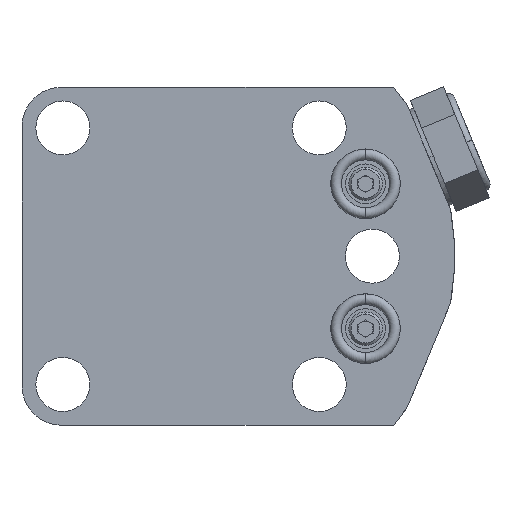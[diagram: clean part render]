
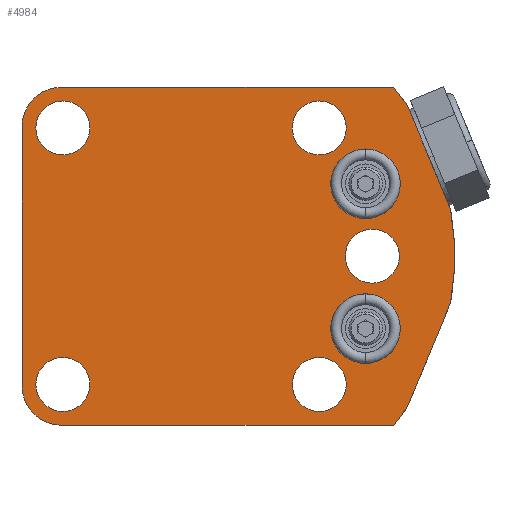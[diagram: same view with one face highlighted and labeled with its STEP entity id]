
A CAD part, left-side view. The second image highlights one B-rep face of the part: STEP entity #4984.
In plain terms, the highlighted planar face has unit normal (-1, 0, 0).
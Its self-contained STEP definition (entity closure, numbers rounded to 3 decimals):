
#1834=CARTESIAN_POINT('',(-28.702,21.209,-21.209));
#1835=DIRECTION('',(-1.,0.,0.));
#1836=DIRECTION('',(0.,1.,0.));
#1837=AXIS2_PLACEMENT_3D('',#1834,#1835,#1836);
#1842=DIRECTION('',(0.,0.,1.));
#1843=VECTOR('',#1842,42.418);
#1844=CARTESIAN_POINT('',(-28.702,27.686,-21.209));
#1845=LINE('',#1844,#1843);
#1849=CARTESIAN_POINT('',(-28.702,21.209,21.209));
#1850=DIRECTION('',(-1.,0.,0.));
#1851=DIRECTION('',(0.,0.,1.));
#1852=AXIS2_PLACEMENT_3D('',#1849,#1850,#1851);
#1857=DIRECTION('',(0.,-1.,0.));
#1858=VECTOR('',#1857,54.345);
#1859=CARTESIAN_POINT('',(-28.702,21.209,27.686));
#1860=LINE('',#1859,#1858);
#1864=CARTESIAN_POINT('',(-28.702,0.,0.));
#1865=DIRECTION('',(1.,0.,0.));
#1866=DIRECTION('',(0.,-0.767,0.641));
#1867=AXIS2_PLACEMENT_3D('',#1864,#1865,#1866);
#1872=DIRECTION('',(0.,-0.383,-0.924));
#1873=VECTOR('',#1872,18.396);
#1874=CARTESIAN_POINT('',(-28.702,-35.458,24.643));
#1875=LINE('',#1874,#1873);
#1879=CARTESIAN_POINT('',(-28.702,0.,0.));
#1880=DIRECTION('',(1.,0.,0.));
#1881=DIRECTION('',(0.,-0.984,0.177));
#1882=AXIS2_PLACEMENT_3D('',#1879,#1880,#1881);
#1887=DIRECTION('',(0.,0.383,-0.924));
#1888=VECTOR('',#1887,18.396);
#1889=CARTESIAN_POINT('',(-28.702,-42.497,-7.647));
#1890=LINE('',#1889,#1888);
#1894=CARTESIAN_POINT('',(-28.702,0.,0.));
#1895=DIRECTION('',(1.,0.,0.));
#1896=DIRECTION('',(0.,-0.821,-0.571));
#1897=AXIS2_PLACEMENT_3D('',#1894,#1895,#1896);
#1902=DIRECTION('',(0.,1.,0.));
#1903=VECTOR('',#1902,54.345);
#1904=CARTESIAN_POINT('',(-28.702,-33.136,-27.686));
#1905=LINE('',#1904,#1903);
#1909=CARTESIAN_POINT('',(-28.702,21.006,21.006));
#1910=DIRECTION('',(-1.,0.,0.));
#1911=DIRECTION('',(0.,-1.,0.));
#1912=AXIS2_PLACEMENT_3D('',#1909,#1910,#1911);
#1917=CARTESIAN_POINT('',(-28.702,21.006,21.006));
#1918=DIRECTION('',(-1.,0.,0.));
#1919=DIRECTION('',(0.,1.,0.));
#1920=AXIS2_PLACEMENT_3D('',#1917,#1918,#1919);
#1925=CARTESIAN_POINT('',(-28.702,21.006,-21.006));
#1926=DIRECTION('',(-1.,0.,0.));
#1927=DIRECTION('',(0.,-1.,0.));
#1928=AXIS2_PLACEMENT_3D('',#1925,#1926,#1927);
#1933=CARTESIAN_POINT('',(-28.702,21.006,-21.006));
#1934=DIRECTION('',(-1.,0.,0.));
#1935=DIRECTION('',(0.,1.,0.));
#1936=AXIS2_PLACEMENT_3D('',#1933,#1934,#1935);
#1941=CARTESIAN_POINT('',(-28.702,-21.006,21.006));
#1942=DIRECTION('',(-1.,0.,0.));
#1943=DIRECTION('',(0.,-1.,0.));
#1944=AXIS2_PLACEMENT_3D('',#1941,#1942,#1943);
#1949=CARTESIAN_POINT('',(-28.702,-21.006,21.006));
#1950=DIRECTION('',(-1.,0.,0.));
#1951=DIRECTION('',(0.,1.,0.));
#1952=AXIS2_PLACEMENT_3D('',#1949,#1950,#1951);
#1957=CARTESIAN_POINT('',(-28.702,-21.006,-21.006));
#1958=DIRECTION('',(-1.,0.,0.));
#1959=DIRECTION('',(0.,-1.,0.));
#1960=AXIS2_PLACEMENT_3D('',#1957,#1958,#1959);
#1965=CARTESIAN_POINT('',(-28.702,-21.006,-21.006));
#1966=DIRECTION('',(-1.,0.,0.));
#1967=DIRECTION('',(0.,1.,0.));
#1968=AXIS2_PLACEMENT_3D('',#1965,#1966,#1967);
#1973=CARTESIAN_POINT('',(-28.702,-29.693,0.));
#1974=DIRECTION('',(-1.,0.,0.));
#1975=DIRECTION('',(0.,-1.,0.));
#1976=AXIS2_PLACEMENT_3D('',#1973,#1974,#1975);
#1981=CARTESIAN_POINT('',(-28.702,-29.693,0.));
#1982=DIRECTION('',(-1.,0.,0.));
#1983=DIRECTION('',(0.,1.,0.));
#1984=AXIS2_PLACEMENT_3D('',#1981,#1982,#1983);
#1989=CARTESIAN_POINT('',(-28.702,-28.575,11.862));
#1990=DIRECTION('',(1.,0.,0.));
#1991=DIRECTION('',(0.,1.,0.));
#1992=AXIS2_PLACEMENT_3D('',#1989,#1990,#1991);
#1997=CARTESIAN_POINT('',(-28.702,-28.575,11.862));
#1998=DIRECTION('',(1.,0.,0.));
#1999=DIRECTION('',(0.,-1.,0.));
#2000=AXIS2_PLACEMENT_3D('',#1997,#1998,#1999);
#2005=CARTESIAN_POINT('',(-28.702,-28.575,-11.862));
#2006=DIRECTION('',(1.,0.,0.));
#2007=DIRECTION('',(0.,1.,0.));
#2008=AXIS2_PLACEMENT_3D('',#2005,#2006,#2007);
#2013=CARTESIAN_POINT('',(-28.702,-28.575,-11.862));
#2014=DIRECTION('',(1.,0.,0.));
#2015=DIRECTION('',(0.,-1.,0.));
#2016=AXIS2_PLACEMENT_3D('',#2013,#2014,#2015);
#3050=CARTESIAN_POINT('',(-28.702,-35.458,24.643));
#3051=CARTESIAN_POINT('',(-28.702,-42.497,7.647));
#3052=VERTEX_POINT('',#3050);
#3053=VERTEX_POINT('',#3051);
#3070=CARTESIAN_POINT('',(-28.702,16.587,21.006));
#3071=CARTESIAN_POINT('',(-28.702,25.426,21.006));
#3072=VERTEX_POINT('',#3070);
#3073=VERTEX_POINT('',#3071);
#3082=CARTESIAN_POINT('',(-28.702,-22.873,11.862));
#3083=CARTESIAN_POINT('',(-28.702,-34.277,11.862));
#3084=VERTEX_POINT('',#3082);
#3085=VERTEX_POINT('',#3083);
#3098=CARTESIAN_POINT('',(-28.702,-22.873,-11.862));
#3099=CARTESIAN_POINT('',(-28.702,-34.277,-11.862));
#3100=VERTEX_POINT('',#3098);
#3101=VERTEX_POINT('',#3099);
#3174=CARTESIAN_POINT('',(-28.702,16.586,-21.006));
#3175=CARTESIAN_POINT('',(-28.702,25.425,-21.006));
#3176=VERTEX_POINT('',#3174);
#3177=VERTEX_POINT('',#3175);
#3182=CARTESIAN_POINT('',(-28.702,-25.425,21.006));
#3183=CARTESIAN_POINT('',(-28.702,-16.586,21.006));
#3184=VERTEX_POINT('',#3182);
#3185=VERTEX_POINT('',#3183);
#3190=CARTESIAN_POINT('',(-28.702,-25.425,-21.006));
#3191=CARTESIAN_POINT('',(-28.702,-16.586,-21.006));
#3192=VERTEX_POINT('',#3190);
#3193=VERTEX_POINT('',#3191);
#3198=CARTESIAN_POINT('',(-28.702,-34.112,0.));
#3199=CARTESIAN_POINT('',(-28.702,-25.273,0.));
#3200=VERTEX_POINT('',#3198);
#3201=VERTEX_POINT('',#3199);
#3220=CARTESIAN_POINT('',(-28.702,-42.497,-7.647));
#3221=VERTEX_POINT('',#3220);
#3222=CARTESIAN_POINT('',(-28.702,-35.458,-24.643));
#3223=VERTEX_POINT('',#3222);
#3229=CARTESIAN_POINT('',(-28.702,21.209,-27.686));
#3231=VERTEX_POINT('',#3229);
#3234=CARTESIAN_POINT('',(-28.702,27.686,-21.209));
#3235=VERTEX_POINT('',#3234);
#3237=CARTESIAN_POINT('',(-28.702,27.686,21.209));
#3239=VERTEX_POINT('',#3237);
#3242=CARTESIAN_POINT('',(-28.702,21.209,27.686));
#3243=VERTEX_POINT('',#3242);
#3244=CARTESIAN_POINT('',(-28.702,-33.136,27.686));
#3245=VERTEX_POINT('',#3244);
#3246=CARTESIAN_POINT('',(-28.702,-33.136,-27.686));
#3247=VERTEX_POINT('',#3246);
#4921=CARTESIAN_POINT('',(-28.702,0.,0.));
#4922=DIRECTION('',(1.,0.,0.));
#4923=DIRECTION('',(0.,0.,-1.));
#4924=AXIS2_PLACEMENT_3D('',#4921,#4922,#4923);
#4925=PLANE('',#4924);
#4926=ORIENTED_EDGE('',*,*,#4902,.F.);
#4928=ORIENTED_EDGE('',*,*,#4927,.T.);
#4930=ORIENTED_EDGE('',*,*,#4929,.F.);
#4932=ORIENTED_EDGE('',*,*,#4931,.T.);
#4933=ORIENTED_EDGE('',*,*,#3858,.T.);
#4934=ORIENTED_EDGE('',*,*,#3841,.T.);
#4935=ORIENTED_EDGE('',*,*,#3892,.T.);
#4936=ORIENTED_EDGE('',*,*,#3966,.T.);
#4938=ORIENTED_EDGE('',*,*,#4937,.T.);
#4939=ORIENTED_EDGE('',*,*,#4913,.T.);
#4940=EDGE_LOOP('',(#4926,#4928,#4930,#4932,#4933,#4934,#4935,#4936,#4938,
#4939));
#4941=FACE_OUTER_BOUND('',#4940,.F.);
#4943=ORIENTED_EDGE('',*,*,#4942,.T.);
#4945=ORIENTED_EDGE('',*,*,#4944,.T.);
#4946=EDGE_LOOP('',(#4943,#4945));
#4947=FACE_BOUND('',#4946,.F.);
#4949=ORIENTED_EDGE('',*,*,#4948,.T.);
#4951=ORIENTED_EDGE('',*,*,#4950,.T.);
#4952=EDGE_LOOP('',(#4949,#4951));
#4953=FACE_BOUND('',#4952,.F.);
#4955=ORIENTED_EDGE('',*,*,#4954,.T.);
#4957=ORIENTED_EDGE('',*,*,#4956,.T.);
#4958=EDGE_LOOP('',(#4955,#4957));
#4959=FACE_BOUND('',#4958,.F.);
#4961=ORIENTED_EDGE('',*,*,#4960,.T.);
#4963=ORIENTED_EDGE('',*,*,#4962,.T.);
#4964=EDGE_LOOP('',(#4961,#4963));
#4965=FACE_BOUND('',#4964,.F.);
#4967=ORIENTED_EDGE('',*,*,#4966,.T.);
#4969=ORIENTED_EDGE('',*,*,#4968,.T.);
#4970=EDGE_LOOP('',(#4967,#4969));
#4971=FACE_BOUND('',#4970,.F.);
#4973=ORIENTED_EDGE('',*,*,#4972,.F.);
#4975=ORIENTED_EDGE('',*,*,#4974,.F.);
#4976=EDGE_LOOP('',(#4973,#4975));
#4977=FACE_BOUND('',#4976,.F.);
#4979=ORIENTED_EDGE('',*,*,#4978,.F.);
#4981=ORIENTED_EDGE('',*,*,#4980,.F.);
#4982=EDGE_LOOP('',(#4979,#4981));
#4983=FACE_BOUND('',#4982,.F.);
#1838=CIRCLE('',#1837,6.477);
#1853=CIRCLE('',#1852,6.477);
#1868=CIRCLE('',#1867,43.18);
#1883=CIRCLE('',#1882,43.18);
#1898=CIRCLE('',#1897,43.18);
#1913=CIRCLE('',#1912,4.42);
#1921=CIRCLE('',#1920,4.42);
#1929=CIRCLE('',#1928,4.42);
#1937=CIRCLE('',#1936,4.42);
#1945=CIRCLE('',#1944,4.42);
#1953=CIRCLE('',#1952,4.42);
#1961=CIRCLE('',#1960,4.42);
#1969=CIRCLE('',#1968,4.42);
#1977=CIRCLE('',#1976,4.42);
#1985=CIRCLE('',#1984,4.42);
#1993=CIRCLE('',#1992,5.702);
#2001=CIRCLE('',#2000,5.702);
#2009=CIRCLE('',#2008,5.702);
#2017=CIRCLE('',#2016,5.702);
#3841=EDGE_CURVE('',#3052,#3053,#1875,.T.);
#3858=EDGE_CURVE('',#3245,#3052,#1868,.T.);
#3892=EDGE_CURVE('',#3053,#3221,#1883,.T.);
#3966=EDGE_CURVE('',#3221,#3223,#1890,.T.);
#4902=EDGE_CURVE('',#3235,#3231,#1838,.T.);
#4913=EDGE_CURVE('',#3247,#3231,#1905,.T.);
#4927=EDGE_CURVE('',#3235,#3239,#1845,.T.);
#4929=EDGE_CURVE('',#3243,#3239,#1853,.T.);
#4931=EDGE_CURVE('',#3243,#3245,#1860,.T.);
#4937=EDGE_CURVE('',#3223,#3247,#1898,.T.);
#4942=EDGE_CURVE('',#3072,#3073,#1913,.T.);
#4944=EDGE_CURVE('',#3073,#3072,#1921,.T.);
#4948=EDGE_CURVE('',#3176,#3177,#1929,.T.);
#4950=EDGE_CURVE('',#3177,#3176,#1937,.T.);
#4954=EDGE_CURVE('',#3184,#3185,#1945,.T.);
#4956=EDGE_CURVE('',#3185,#3184,#1953,.T.);
#4960=EDGE_CURVE('',#3192,#3193,#1961,.T.);
#4962=EDGE_CURVE('',#3193,#3192,#1969,.T.);
#4966=EDGE_CURVE('',#3200,#3201,#1977,.T.);
#4968=EDGE_CURVE('',#3201,#3200,#1985,.T.);
#4972=EDGE_CURVE('',#3084,#3085,#1993,.T.);
#4974=EDGE_CURVE('',#3085,#3084,#2001,.T.);
#4978=EDGE_CURVE('',#3100,#3101,#2009,.T.);
#4980=EDGE_CURVE('',#3101,#3100,#2017,.T.);
#4984=ADVANCED_FACE('',(#4941,#4947,#4953,#4959,#4965,#4971,#4977,#4983),#4925,
.F.);
